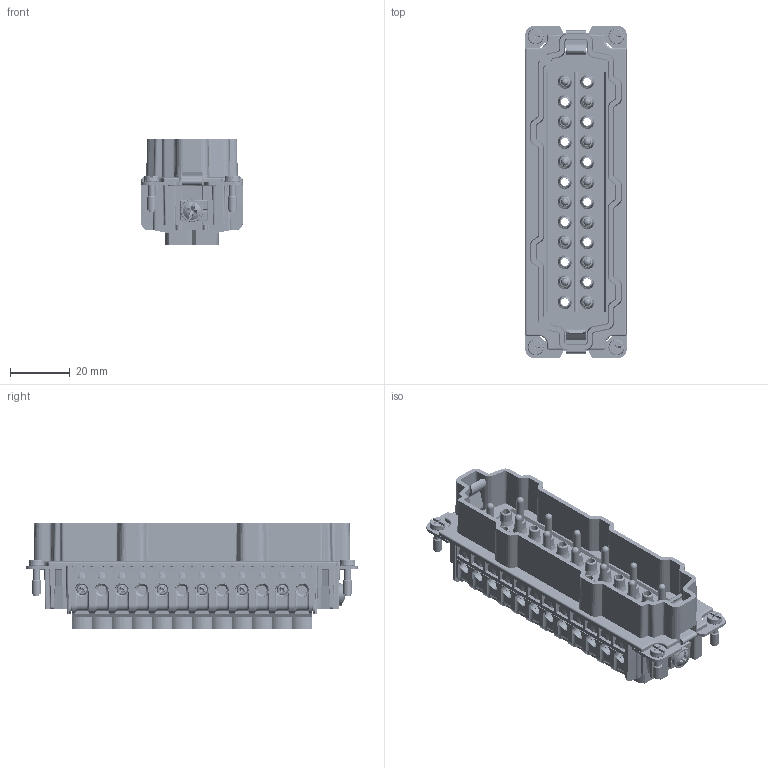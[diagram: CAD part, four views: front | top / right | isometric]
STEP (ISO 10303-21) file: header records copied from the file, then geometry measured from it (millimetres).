
FILE_DESCRIPTION(('CATIA V5 STEP','CAx-IF Rec.Pracs.--- Model Styling and Organization---1.2---2011-12-15'),'2;1');
FILE_NAME ('13459721_2_1651350000_1651350000 HDC HVE 10+2 MS.stp','2018-08-21T08:01:41+00:00',('none'),('Weidmueller'),'CATIA Version 5-6 Release 2014 SP4 HF52','CATIA V5 STEP AP214','none');
FILE_SCHEMA(('AUTOMOTIVE_DESIGN { 1 0 10303 214 1 1 1 1 }'));
Products named in the file (1): 1651350000
Bounding box: 34 x 111 x 35.7 mm (x, y, z)
Volume: 42093.3 mm3; surface area: 65034.6 mm2
Topology: 13 solids, 13 shells, 6630 faces, 20309 edges, 13191 vertices
Faces by surface type: plane 3480, cylinder 1677, cone 831, torus 338, sphere 194, bspline 100, extrusion 10
Entity records: 227182 total; most frequent: CARTESIAN_POINT 66686, ORIENTED_EDGE 40092, DIRECTION 23065, EDGE_CURVE 20046, VERTEX_POINT 13191, VECTOR 11103, LINE 11093, AXIS2_PLACEMENT_3D 8370
